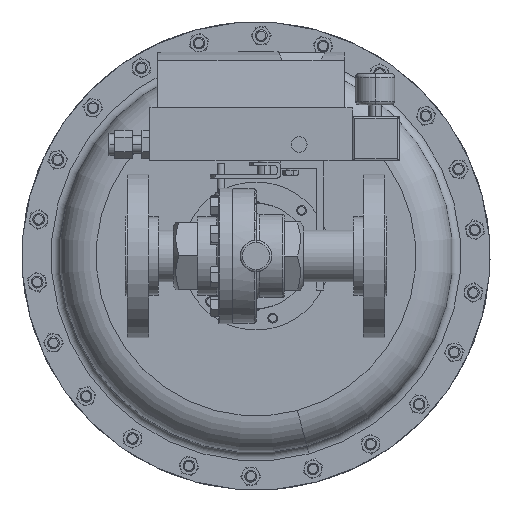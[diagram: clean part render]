
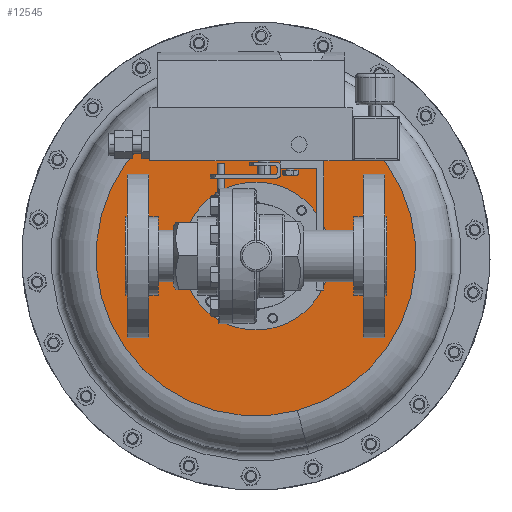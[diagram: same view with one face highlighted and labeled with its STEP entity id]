
A CAD part, front view. The second image highlights one B-rep face of the part: STEP entity #12545.
In plain terms, the highlighted planar face has unit normal (0, -1, 0).
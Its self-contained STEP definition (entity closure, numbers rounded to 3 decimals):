
#878 = VERTEX_POINT ( 'NONE', #35046 ) ;
#2085 = EDGE_CURVE ( 'NONE', #878, #39552, #5441, .T. ) ;
#4704 = ORIENTED_EDGE ( 'NONE', *, *, #39259, .F. ) ;
#5441 = CIRCLE ( 'NONE', #48673, 2.375 ) ;
#6167 = CARTESIAN_POINT ( 'NONE',  ( 2.283, 9.579, 3.874 ) ) ;
#10124 = DIRECTION ( 'NONE',  ( -0.259, 0., 0.966 ) ) ;
#12307 = CARTESIAN_POINT ( 'NONE',  ( 7.233, 9.579, 5.2 ) ) ;
#12540 = AXIS2_PLACEMENT_3D ( 'NONE', #21824, #49220, #25747 ) ;
#12545 = ADVANCED_FACE ( 'NONE', ( #13616, #23901 ), #13564, .T. ) ;
#13349 = VERTEX_POINT ( 'NONE', #44656 ) ;
#13564 = PLANE ( 'NONE',  #18788 ) ;
#13616 = FACE_OUTER_BOUND ( 'NONE', #30030, .T. ) ;
#13631 = DIRECTION ( 'NONE',  ( 0., -1., 0. ) ) ;
#13681 = DIRECTION ( 'NONE',  ( 0.259, 0., -0.966 ) ) ;
#14356 = DIRECTION ( 'NONE',  ( 0., 1., 0. ) ) ;
#14975 = AXIS2_PLACEMENT_3D ( 'NONE', #6167, #33508, #10124 ) ;
#16973 = DIRECTION ( 'NONE',  ( 0.707, 0., -0.707 ) ) ;
#17002 = CARTESIAN_POINT ( 'NONE',  ( 2.283, 9.579, 3.874 ) ) ;
#17980 = CIRCLE ( 'NONE', #14975, 5.125 ) ;
#18720 = CIRCLE ( 'NONE', #12540, 2.375 ) ;
#18788 = AXIS2_PLACEMENT_3D ( 'NONE', #12307, #13631, #13681 ) ;
#20878 = DIRECTION ( 'NONE',  ( -0.259, 0., 0.966 ) ) ;
#21824 = CARTESIAN_POINT ( 'NONE',  ( 2.283, 9.579, 3.874 ) ) ;
#23402 = ORIENTED_EDGE ( 'NONE', *, *, #2085, .T. ) ;
#23719 = CARTESIAN_POINT ( 'NONE',  ( 0.604, 9.579, 5.553 ) ) ;
#23901 = FACE_BOUND ( 'NONE', #45681, .T. ) ;
#25338 = EDGE_CURVE ( 'NONE', #39552, #878, #18720, .T. ) ;
#25747 = DIRECTION ( 'NONE',  ( 0.707, 0., -0.707 ) ) ;
#26769 = ORIENTED_EDGE ( 'NONE', *, *, #25338, .T. ) ;
#30030 = EDGE_LOOP ( 'NONE', ( #4704, #32288 ) ) ;
#32288 = ORIENTED_EDGE ( 'NONE', *, *, #47307, .F. ) ;
#33508 = DIRECTION ( 'NONE',  ( 0., 1., 0. ) ) ;
#35046 = CARTESIAN_POINT ( 'NONE',  ( 3.963, 9.579, 2.194 ) ) ;
#39259 = EDGE_CURVE ( 'NONE', #43442, #13349, #17980, .T. ) ;
#39552 = VERTEX_POINT ( 'NONE', #23719 ) ;
#40596 = CIRCLE ( 'NONE', #45266, 5.125 ) ;
#43442 = VERTEX_POINT ( 'NONE', #46166 ) ;
#44292 = DIRECTION ( 'NONE',  ( 0., 1., 0. ) ) ;
#44656 = CARTESIAN_POINT ( 'NONE',  ( 3.61, 9.579, -1.077 ) ) ;
#45266 = AXIS2_PLACEMENT_3D ( 'NONE', #17002, #44292, #20878 ) ;
#45681 = EDGE_LOOP ( 'NONE', ( #26769, #23402 ) ) ;
#46166 = CARTESIAN_POINT ( 'NONE',  ( 0.957, 9.579, 8.824 ) ) ;
#47307 = EDGE_CURVE ( 'NONE', #13349, #43442, #40596, .T. ) ;
#48673 = AXIS2_PLACEMENT_3D ( 'NONE', #48860, #14356, #16973 ) ;
#48860 = CARTESIAN_POINT ( 'NONE',  ( 2.283, 9.579, 3.874 ) ) ;
#49220 = DIRECTION ( 'NONE',  ( 0., 1., 0. ) ) ;
